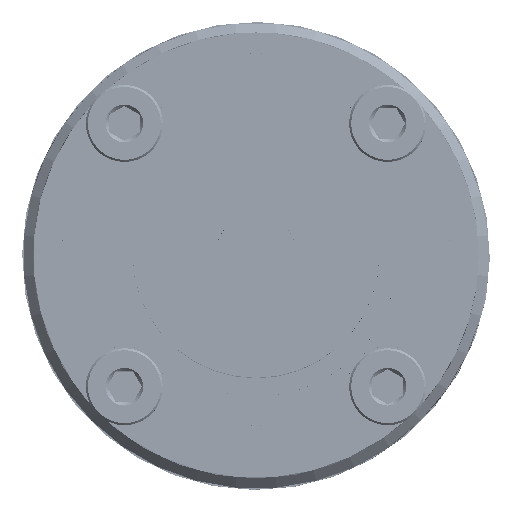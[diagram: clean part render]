
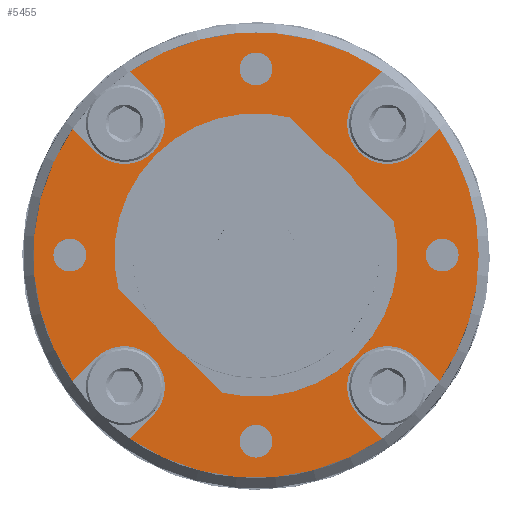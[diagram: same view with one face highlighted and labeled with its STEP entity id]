
A CAD part, top view. The second image highlights one B-rep face of the part: STEP entity #5455.
In plain terms, the highlighted planar face has unit normal (0, 0, 1).
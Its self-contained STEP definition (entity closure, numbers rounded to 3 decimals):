
#4402 = VERTEX_POINT('',#4403);
#4403 = CARTESIAN_POINT('',(6.234,9.063,17.3));
#4411 = EDGE_CURVE('',#4412,#4402,#4414,.T.);
#4412 = VERTEX_POINT('',#4413);
#4413 = CARTESIAN_POINT('',(5.086,7.914,17.3));
#4414 = LINE('',#4415,#4416);
#4415 = CARTESIAN_POINT('',(1.836,4.664,17.3));
#4416 = VECTOR('',#4417,1.);
#4417 = DIRECTION('',(0.707,0.707,0.));
#4488 = VERTEX_POINT('',#4489);
#4489 = CARTESIAN_POINT('',(7.914,5.086,17.3));
#4495 = EDGE_CURVE('',#4488,#4412,#4496,.T.);
#4496 = CIRCLE('',#4497,2.);
#4497 = AXIS2_PLACEMENT_3D('',#4498,#4499,#4500);
#4498 = CARTESIAN_POINT('',(6.5,6.5,17.3));
#4499 = DIRECTION('',(0.,0.,-1.));
#4500 = DIRECTION('',(-0.707,0.707,0.));
#4511 = VERTEX_POINT('',#4512);
#4512 = CARTESIAN_POINT('',(9.063,6.234,17.3));
#4520 = EDGE_CURVE('',#4511,#4488,#4521,.T.);
#4521 = LINE('',#4522,#4523);
#4522 = CARTESIAN_POINT('',(6.68,3.851,17.3));
#4523 = VECTOR('',#4524,1.);
#4524 = DIRECTION('',(-0.707,-0.707,0.));
#4535 = VERTEX_POINT('',#4536);
#4536 = CARTESIAN_POINT('',(9.063,-6.234,17.3));
#4544 = EDGE_CURVE('',#4545,#4535,#4547,.T.);
#4545 = VERTEX_POINT('',#4546);
#4546 = CARTESIAN_POINT('',(7.914,-5.086,17.3));
#4547 = LINE('',#4548,#4549);
#4548 = CARTESIAN_POINT('',(4.664,-1.836,17.3));
#4549 = VECTOR('',#4550,1.);
#4550 = DIRECTION('',(0.707,-0.707,0.));
#4621 = VERTEX_POINT('',#4622);
#4622 = CARTESIAN_POINT('',(5.086,-7.914,17.3));
#4628 = EDGE_CURVE('',#4621,#4545,#4629,.T.);
#4629 = CIRCLE('',#4630,2.);
#4630 = AXIS2_PLACEMENT_3D('',#4631,#4632,#4633);
#4631 = CARTESIAN_POINT('',(6.5,-6.5,17.3));
#4632 = DIRECTION('',(0.,0.,-1.));
#4633 = DIRECTION('',(0.707,0.707,0.));
#4644 = VERTEX_POINT('',#4645);
#4645 = CARTESIAN_POINT('',(6.234,-9.063,17.3));
#4653 = EDGE_CURVE('',#4644,#4621,#4654,.T.);
#4654 = LINE('',#4655,#4656);
#4655 = CARTESIAN_POINT('',(3.851,-6.68,17.3));
#4656 = VECTOR('',#4657,1.);
#4657 = DIRECTION('',(-0.707,0.707,0.));
#4670 = VERTEX_POINT('',#4671);
#4671 = CARTESIAN_POINT('',(-6.234,9.063,17.3));
#4686 = VERTEX_POINT('',#4687);
#4687 = CARTESIAN_POINT('',(-5.086,7.914,17.3));
#4693 = EDGE_CURVE('',#4670,#4686,#4694,.T.);
#4694 = LINE('',#4695,#4696);
#4695 = CARTESIAN_POINT('',(-3.851,6.68,17.3));
#4696 = VECTOR('',#4697,1.);
#4697 = DIRECTION('',(0.707,-0.707,0.));
#4708 = VERTEX_POINT('',#4709);
#4709 = CARTESIAN_POINT('',(-9.063,6.234,17.3));
#4717 = EDGE_CURVE('',#4718,#4708,#4720,.T.);
#4718 = VERTEX_POINT('',#4719);
#4719 = CARTESIAN_POINT('',(-7.914,5.086,17.3));
#4720 = LINE('',#4721,#4722);
#4721 = CARTESIAN_POINT('',(-4.664,1.836,17.3));
#4722 = VECTOR('',#4723,1.);
#4723 = DIRECTION('',(-0.707,0.707,0.));
#4756 = EDGE_CURVE('',#4686,#4718,#4757,.T.);
#4757 = CIRCLE('',#4758,2.);
#4758 = AXIS2_PLACEMENT_3D('',#4759,#4760,#4761);
#4759 = CARTESIAN_POINT('',(-6.5,6.5,17.3));
#4760 = DIRECTION('',(0.,0.,-1.));
#4761 = DIRECTION('',(-0.707,-0.707,-0.));
#4801 = VERTEX_POINT('',#4802);
#4802 = CARTESIAN_POINT('',(-6.234,-9.063,17.3));
#4810 = EDGE_CURVE('',#4811,#4801,#4813,.T.);
#4811 = VERTEX_POINT('',#4812);
#4812 = CARTESIAN_POINT('',(-5.086,-7.914,17.3));
#4813 = LINE('',#4814,#4815);
#4814 = CARTESIAN_POINT('',(-1.836,-4.664,17.3));
#4815 = VECTOR('',#4816,1.);
#4816 = DIRECTION('',(-0.707,-0.707,0.));
#4887 = VERTEX_POINT('',#4888);
#4888 = CARTESIAN_POINT('',(-7.914,-5.086,17.3));
#4894 = EDGE_CURVE('',#4887,#4811,#4895,.T.);
#4895 = CIRCLE('',#4896,2.);
#4896 = AXIS2_PLACEMENT_3D('',#4897,#4898,#4899);
#4897 = CARTESIAN_POINT('',(-6.5,-6.5,17.3));
#4898 = DIRECTION('',(0.,0.,-1.));
#4899 = DIRECTION('',(0.707,-0.707,0.));
#4910 = VERTEX_POINT('',#4911);
#4911 = CARTESIAN_POINT('',(-9.063,-6.234,17.3));
#4919 = EDGE_CURVE('',#4910,#4887,#4920,.T.);
#4920 = LINE('',#4921,#4922);
#4921 = CARTESIAN_POINT('',(-6.68,-3.851,17.3));
#4922 = VECTOR('',#4923,1.);
#4923 = DIRECTION('',(0.707,0.707,0.));
#4936 = EDGE_CURVE('',#4937,#4511,#4939,.T.);
#4937 = VERTEX_POINT('',#4938);
#4938 = CARTESIAN_POINT('',(11.,0.,17.3));
#4939 = CIRCLE('',#4940,11.);
#4940 = AXIS2_PLACEMENT_3D('',#4941,#4942,#4943);
#4941 = CARTESIAN_POINT('',(0.,0.,17.3));
#4942 = DIRECTION('',(0.,0.,1.));
#4943 = DIRECTION('',(-1.,0.,0.));
#4961 = EDGE_CURVE('',#4535,#4937,#4962,.T.);
#4962 = CIRCLE('',#4963,11.);
#4963 = AXIS2_PLACEMENT_3D('',#4964,#4965,#4966);
#4964 = CARTESIAN_POINT('',(0.,0.,17.3));
#4965 = DIRECTION('',(0.,0.,1.));
#4966 = DIRECTION('',(-1.,0.,0.));
#4971 = EDGE_CURVE('',#4801,#4644,#4972,.T.);
#4972 = CIRCLE('',#4973,11.);
#4973 = AXIS2_PLACEMENT_3D('',#4974,#4975,#4976);
#4974 = CARTESIAN_POINT('',(0.,0.,17.3));
#4975 = DIRECTION('',(0.,0.,1.));
#4976 = DIRECTION('',(-1.,0.,0.));
#4981 = EDGE_CURVE('',#4708,#4910,#4982,.T.);
#4982 = CIRCLE('',#4983,11.);
#4983 = AXIS2_PLACEMENT_3D('',#4984,#4985,#4986);
#4984 = CARTESIAN_POINT('',(0.,0.,17.3));
#4985 = DIRECTION('',(0.,0.,1.));
#4986 = DIRECTION('',(-1.,0.,0.));
#4991 = EDGE_CURVE('',#4402,#4670,#4992,.T.);
#4992 = CIRCLE('',#4993,11.);
#4993 = AXIS2_PLACEMENT_3D('',#4994,#4995,#4996);
#4994 = CARTESIAN_POINT('',(0.,0.,17.3));
#4995 = DIRECTION('',(0.,0.,1.));
#4996 = DIRECTION('',(-1.,0.,0.));
#5007 = VERTEX_POINT('',#5008);
#5008 = CARTESIAN_POINT('',(-0.812,-9.192,17.3));
#5024 = EDGE_CURVE('',#5007,#5007,#5025,.T.);
#5025 = CIRCLE('',#5026,0.812);
#5026 = AXIS2_PLACEMENT_3D('',#5027,#5028,#5029);
#5027 = CARTESIAN_POINT('',(0.,-9.192,17.3));
#5028 = DIRECTION('',(0.,0.,-1.));
#5029 = DIRECTION('',(1.,0.,0.));
#5040 = VERTEX_POINT('',#5041);
#5041 = CARTESIAN_POINT('',(-0.812,9.192,17.3));
#5057 = EDGE_CURVE('',#5040,#5040,#5058,.T.);
#5058 = CIRCLE('',#5059,0.812);
#5059 = AXIS2_PLACEMENT_3D('',#5060,#5061,#5062);
#5060 = CARTESIAN_POINT('',(0.,9.192,17.3));
#5061 = DIRECTION('',(0.,0.,-1.));
#5062 = DIRECTION('',(1.,0.,0.));
#5073 = VERTEX_POINT('',#5074);
#5074 = CARTESIAN_POINT('',(-10.004,0.,17.3));
#5090 = EDGE_CURVE('',#5073,#5073,#5091,.T.);
#5091 = CIRCLE('',#5092,0.812);
#5092 = AXIS2_PLACEMENT_3D('',#5093,#5094,#5095);
#5093 = CARTESIAN_POINT('',(-9.192,0.,17.3));
#5094 = DIRECTION('',(0.,0.,-1.));
#5095 = DIRECTION('',(1.,0.,0.));
#5106 = VERTEX_POINT('',#5107);
#5107 = CARTESIAN_POINT('',(8.381,0.,17.3));
#5123 = EDGE_CURVE('',#5106,#5106,#5124,.T.);
#5124 = CIRCLE('',#5125,0.812);
#5125 = AXIS2_PLACEMENT_3D('',#5126,#5127,#5128);
#5126 = CARTESIAN_POINT('',(9.192,0.,17.3));
#5127 = DIRECTION('',(0.,0.,-1.));
#5128 = DIRECTION('',(1.,0.,0.));
#5138 = EDGE_CURVE('',#5139,#5141,#5143,.T.);
#5139 = VERTEX_POINT('',#5140);
#5140 = CARTESIAN_POINT('',(-6.792,-1.693,17.3));
#5141 = VERTEX_POINT('',#5142);
#5142 = CARTESIAN_POINT('',(1.693,6.792,17.3));
#5143 = CIRCLE('',#5144,7.);
#5144 = AXIS2_PLACEMENT_3D('',#5145,#5146,#5147);
#5145 = CARTESIAN_POINT('',(0.,0.,17.3));
#5146 = DIRECTION('',(0.,0.,-1.));
#5147 = DIRECTION('',(-1.,0.,0.));
#5180 = EDGE_CURVE('',#5141,#5181,#5183,.T.);
#5181 = VERTEX_POINT('',#5182);
#5182 = CARTESIAN_POINT('',(6.792,1.693,17.3));
#5183 = LINE('',#5184,#5185);
#5184 = CARTESIAN_POINT('',(5.517,2.968,17.3));
#5185 = VECTOR('',#5186,1.);
#5186 = DIRECTION('',(0.707,-0.707,0.));
#5211 = EDGE_CURVE('',#5181,#5212,#5214,.T.);
#5212 = VERTEX_POINT('',#5213);
#5213 = CARTESIAN_POINT('',(-1.693,-6.792,17.3));
#5214 = CIRCLE('',#5215,7.);
#5215 = AXIS2_PLACEMENT_3D('',#5216,#5217,#5218);
#5216 = CARTESIAN_POINT('',(0.,0.,17.3));
#5217 = DIRECTION('',(0.,0.,-1.));
#5218 = DIRECTION('',(-1.,0.,0.));
#5244 = EDGE_CURVE('',#5212,#5139,#5245,.T.);
#5245 = LINE('',#5246,#5247);
#5246 = CARTESIAN_POINT('',(-5.517,-2.968,17.3));
#5247 = VECTOR('',#5248,1.);
#5248 = DIRECTION('',(-0.707,0.707,0.));
#5455 = ADVANCED_FACE('',(#5456,#5475,#5478,#5481,#5484,#5487),#5493,.T.
  );
#5456 = FACE_BOUND('',#5457,.T.);
#5457 = EDGE_LOOP('',(#5458,#5459,#5460,#5461,#5462,#5463,#5464,#5465,
    #5466,#5467,#5468,#5469,#5470,#5471,#5472,#5473,#5474));
#5458 = ORIENTED_EDGE('',*,*,#4411,.T.);
#5459 = ORIENTED_EDGE('',*,*,#4991,.T.);
#5460 = ORIENTED_EDGE('',*,*,#4693,.T.);
#5461 = ORIENTED_EDGE('',*,*,#4756,.T.);
#5462 = ORIENTED_EDGE('',*,*,#4717,.T.);
#5463 = ORIENTED_EDGE('',*,*,#4981,.T.);
#5464 = ORIENTED_EDGE('',*,*,#4919,.T.);
#5465 = ORIENTED_EDGE('',*,*,#4894,.T.);
#5466 = ORIENTED_EDGE('',*,*,#4810,.T.);
#5467 = ORIENTED_EDGE('',*,*,#4971,.T.);
#5468 = ORIENTED_EDGE('',*,*,#4653,.T.);
#5469 = ORIENTED_EDGE('',*,*,#4628,.T.);
#5470 = ORIENTED_EDGE('',*,*,#4544,.T.);
#5471 = ORIENTED_EDGE('',*,*,#4961,.T.);
#5472 = ORIENTED_EDGE('',*,*,#4936,.T.);
#5473 = ORIENTED_EDGE('',*,*,#4520,.T.);
#5474 = ORIENTED_EDGE('',*,*,#4495,.T.);
#5475 = FACE_BOUND('',#5476,.T.);
#5476 = EDGE_LOOP('',(#5477));
#5477 = ORIENTED_EDGE('',*,*,#5024,.T.);
#5478 = FACE_BOUND('',#5479,.T.);
#5479 = EDGE_LOOP('',(#5480));
#5480 = ORIENTED_EDGE('',*,*,#5057,.T.);
#5481 = FACE_BOUND('',#5482,.T.);
#5482 = EDGE_LOOP('',(#5483));
#5483 = ORIENTED_EDGE('',*,*,#5090,.T.);
#5484 = FACE_BOUND('',#5485,.T.);
#5485 = EDGE_LOOP('',(#5486));
#5486 = ORIENTED_EDGE('',*,*,#5123,.T.);
#5487 = FACE_BOUND('',#5488,.T.);
#5488 = EDGE_LOOP('',(#5489,#5490,#5491,#5492));
#5489 = ORIENTED_EDGE('',*,*,#5138,.T.);
#5490 = ORIENTED_EDGE('',*,*,#5180,.T.);
#5491 = ORIENTED_EDGE('',*,*,#5211,.T.);
#5492 = ORIENTED_EDGE('',*,*,#5244,.T.);
#5493 = PLANE('',#5494);
#5494 = AXIS2_PLACEMENT_3D('',#5495,#5496,#5497);
#5495 = CARTESIAN_POINT('',(0.,0.,17.3));
#5496 = DIRECTION('',(0.,0.,1.));
#5497 = DIRECTION('',(-1.,0.,0.));
